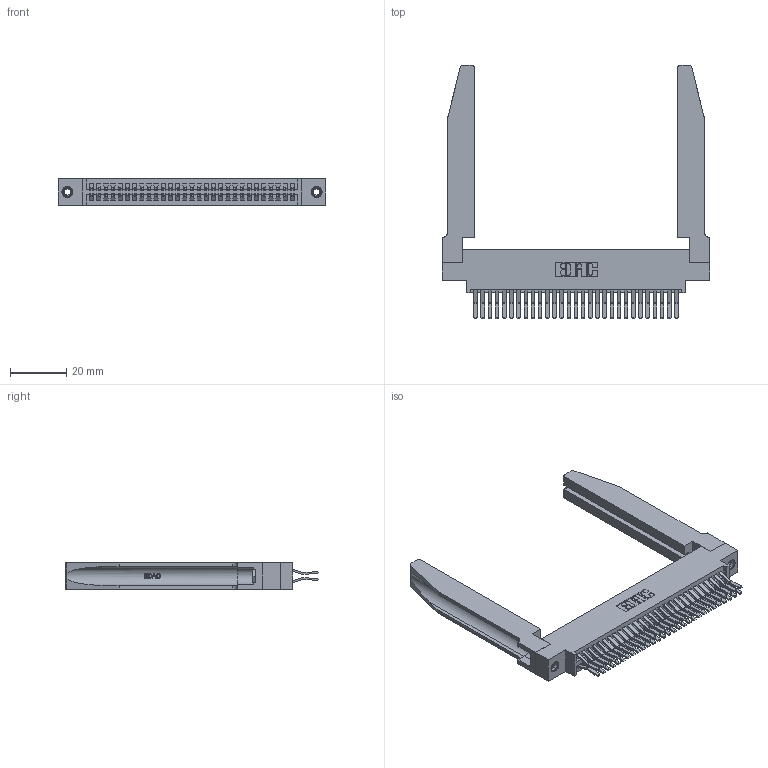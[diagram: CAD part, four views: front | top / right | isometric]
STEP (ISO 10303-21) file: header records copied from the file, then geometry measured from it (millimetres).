
FILE_DESCRIPTION (( 'STEP AP203' ), '1' );
FILE_NAME ('395-058-560-878.STEP', '2019-10-23T13:20:56', ( '' ), ( '' ), 'SwSTEP 2.0', 'SolidWorks 2016', '' );
FILE_SCHEMA (( 'CONFIG_CONTROL_DESIGN' ));
Length unit declared in the file: inch
Products named in the file (5): 345-292-001_560 Tail; 345-250-001_345-250-001-102; 345 Part_0.170 Offset - 0.156 Dia-TH; 345-220-078_345-220-078; 395-058-560-878
Assembly tree (63 placements, depth 2):
  395-058-560-878
    345 Part_0.170 Offset - 0.156 Dia-TH
    345-292-001_560 Tail  x58
    345-250-001_345-250-001-102  x2
    345-220-078_345-220-078  x2
Bounding box: 94.89 x 89.72 x 9.4 mm (x, y, z)
Volume: 17134.7 mm3; surface area: 21549.8 mm2
Topology: 63 solids, 63 shells, 3380 faces, 9951 edges, 6546 vertices
Faces by surface type: plane 2140, cylinder 1188, bspline 36, cone 12, torus 4
Entity records: 29464 total; most frequent: CARTESIAN_POINT 5871, ORIENTED_EDGE 4702, DIRECTION 4189, EDGE_CURVE 2351, LINE 2005, VECTOR 2005, VERTEX_POINT 1560, AXIS2_PLACEMENT_3D 1092
